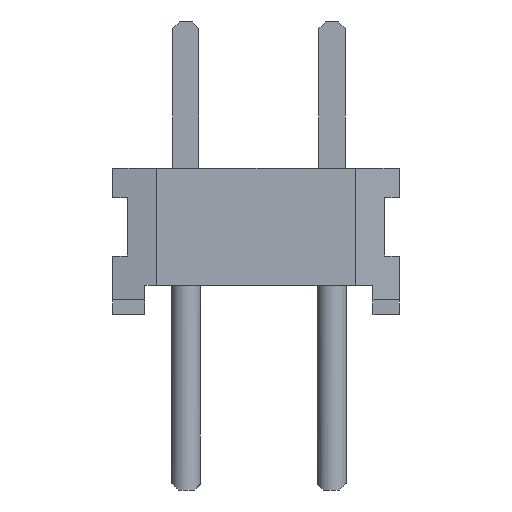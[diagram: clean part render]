
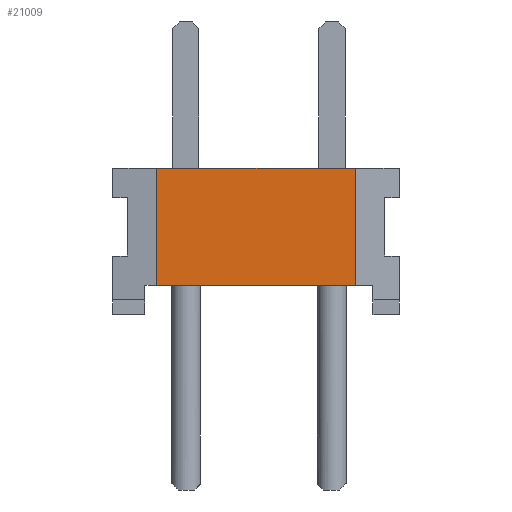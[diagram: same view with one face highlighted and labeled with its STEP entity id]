
A CAD part, left-side view. The second image highlights one B-rep face of the part: STEP entity #21009.
In plain terms, the highlighted planar face has unit normal (-1, 0, 0).
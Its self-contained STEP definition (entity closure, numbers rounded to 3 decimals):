
#21009 = ADVANCED_FACE('',(#21010),#21044,.F.);
#21010 = FACE_BOUND('',#21011,.T.);
#21011 = EDGE_LOOP('',(#21012,#21022,#21030,#21038));
#21012 = ORIENTED_EDGE('',*,*,#21013,.F.);
#21013 = EDGE_CURVE('',#21014,#21016,#21018,.T.);
#21014 = VERTEX_POINT('',#21015);
#21015 = CARTESIAN_POINT('',(-23.495,1.778,2.54));
#21016 = VERTEX_POINT('',#21017);
#21017 = CARTESIAN_POINT('',(-23.495,-1.676,2.54));
#21018 = LINE('',#21019,#21020);
#21019 = CARTESIAN_POINT('',(-23.495,2.54,2.54));
#21020 = VECTOR('',#21021,1.);
#21021 = DIRECTION('',(0.,-1.,0.));
#21022 = ORIENTED_EDGE('',*,*,#21023,.T.);
#21023 = EDGE_CURVE('',#21014,#21024,#21026,.T.);
#21024 = VERTEX_POINT('',#21025);
#21025 = CARTESIAN_POINT('',(-23.495,1.778,0.508));
#21026 = LINE('',#21027,#21028);
#21027 = CARTESIAN_POINT('',(-23.495,1.778,2.54));
#21028 = VECTOR('',#21029,1.);
#21029 = DIRECTION('',(0.,0.,-1.));
#21030 = ORIENTED_EDGE('',*,*,#21031,.T.);
#21031 = EDGE_CURVE('',#21024,#21032,#21034,.T.);
#21032 = VERTEX_POINT('',#21033);
#21033 = CARTESIAN_POINT('',(-23.495,-1.676,0.508));
#21034 = LINE('',#21035,#21036);
#21035 = CARTESIAN_POINT('',(-23.495,1.981,0.508));
#21036 = VECTOR('',#21037,1.);
#21037 = DIRECTION('',(0.,-1.,0.));
#21038 = ORIENTED_EDGE('',*,*,#21039,.T.);
#21039 = EDGE_CURVE('',#21032,#21016,#21040,.T.);
#21040 = LINE('',#21041,#21042);
#21041 = CARTESIAN_POINT('',(-23.495,-1.676,2.54));
#21042 = VECTOR('',#21043,1.);
#21043 = DIRECTION('',(0.,0.,1.));
#21044 = PLANE('',#21045);
#21045 = AXIS2_PLACEMENT_3D('',#21046,#21047,#21048);
#21046 = CARTESIAN_POINT('',(-23.495,2.54,2.54));
#21047 = DIRECTION('',(1.,0.,0.));
#21048 = DIRECTION('',(0.,1.,0.));
